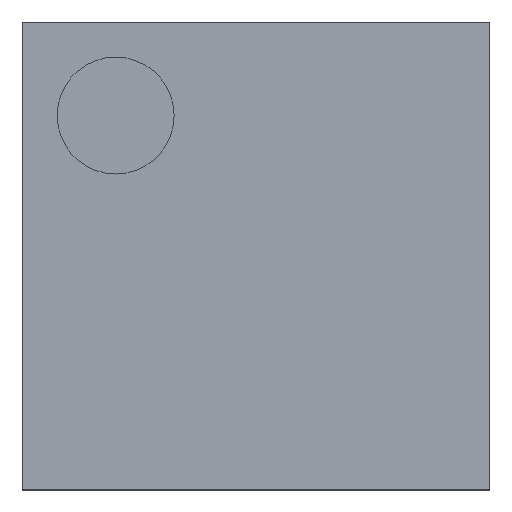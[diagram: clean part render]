
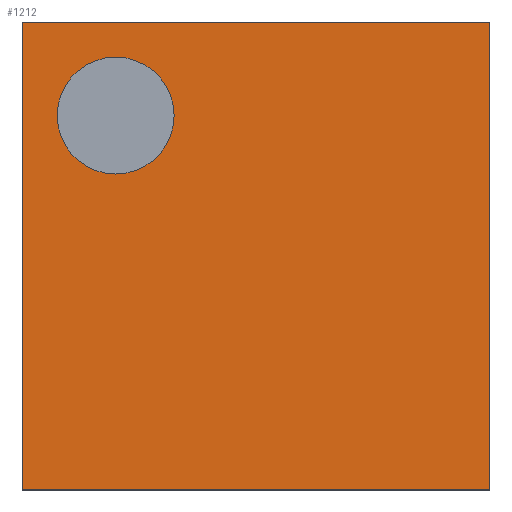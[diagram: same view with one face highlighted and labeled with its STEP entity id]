
A CAD part, top view. The second image highlights one B-rep face of the part: STEP entity #1212.
In plain terms, the highlighted planar face has unit normal (0, 0, 1).
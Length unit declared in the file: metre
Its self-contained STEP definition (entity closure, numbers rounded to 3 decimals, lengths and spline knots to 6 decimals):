
#82=CIRCLE('',#1662,0.00025);
#152=ORIENTED_EDGE('',*,*,#460,.F.);
#153=ORIENTED_EDGE('',*,*,#453,.F.);
#154=ORIENTED_EDGE('',*,*,#456,.T.);
#155=ORIENTED_EDGE('',*,*,#458,.T.);
#156=ORIENTED_EDGE('',*,*,#459,.F.);
#453=EDGE_CURVE('',#610,#611,#717,.T.);
#456=EDGE_CURVE('',#610,#612,#720,.T.);
#458=EDGE_CURVE('',#612,#613,#722,.T.);
#459=EDGE_CURVE('',#611,#613,#723,.T.);
#460=EDGE_CURVE('',#614,#614,#82,.T.);
#610=VERTEX_POINT('',#2132);
#611=VERTEX_POINT('',#2134);
#612=VERTEX_POINT('',#2138);
#613=VERTEX_POINT('',#2142);
#614=VERTEX_POINT('',#2148);
#717=LINE('',#2133,#873);
#720=LINE('',#2139,#876);
#722=LINE('',#2143,#878);
#723=LINE('',#2145,#879);
#873=VECTOR('',#1785,1.);
#876=VECTOR('',#1790,1.);
#878=VECTOR('',#1794,1.);
#879=VECTOR('',#1797,1.);
#993=EDGE_LOOP('',(#152));
#994=EDGE_LOOP('',(#153,#154,#155,#156));
#1075=FACE_BOUND('',#993,.T.);
#1076=FACE_BOUND('',#994,.T.);
#1145=PLANE('',#1661);
#1212=ADVANCED_FACE('',(#1075,#1076),#1145,.T.);
#1661=AXIS2_PLACEMENT_3D('',#2146,#1798,#1799);
#1662=AXIS2_PLACEMENT_3D('',#2147,#1800,#1801);
#1785=DIRECTION('',(1.,0.,0.));
#1790=DIRECTION('',(0.,-1.,0.));
#1794=DIRECTION('',(1.,0.,0.));
#1797=DIRECTION('',(0.,-1.,0.));
#1798=DIRECTION('',(0.,0.,1.));
#1799=DIRECTION('',(1.,0.,0.));
#1800=DIRECTION('',(0.,0.,1.));
#1801=DIRECTION('',(1.,0.,0.));
#2132=CARTESIAN_POINT('',(-0.001,0.001,0.00065));
#2133=CARTESIAN_POINT('',(0.,0.001,0.00065));
#2134=CARTESIAN_POINT('',(0.001,0.001,0.00065));
#2138=CARTESIAN_POINT('',(-0.001,-0.001,0.00065));
#2139=CARTESIAN_POINT('',(-0.001,0.,0.00065));
#2142=CARTESIAN_POINT('',(0.001,-0.001,0.00065));
#2143=CARTESIAN_POINT('',(0.,-0.001,0.00065));
#2145=CARTESIAN_POINT('',(0.001,0.,0.00065));
#2146=CARTESIAN_POINT('',(0.01155,0.,0.00065));
#2147=CARTESIAN_POINT('',(-0.0006,0.0006,0.00065));
#2148=CARTESIAN_POINT('',(-0.00035,0.0006,0.00065));
